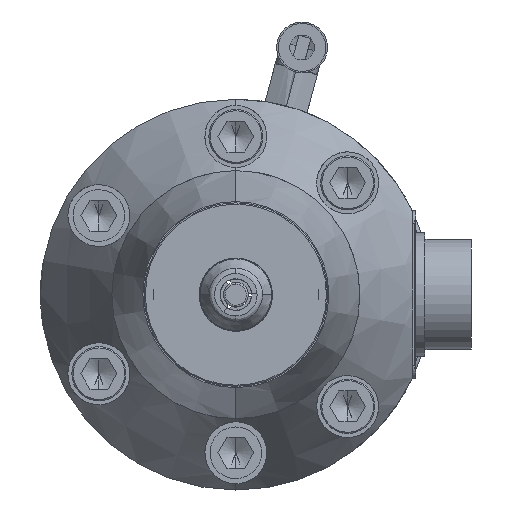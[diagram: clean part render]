
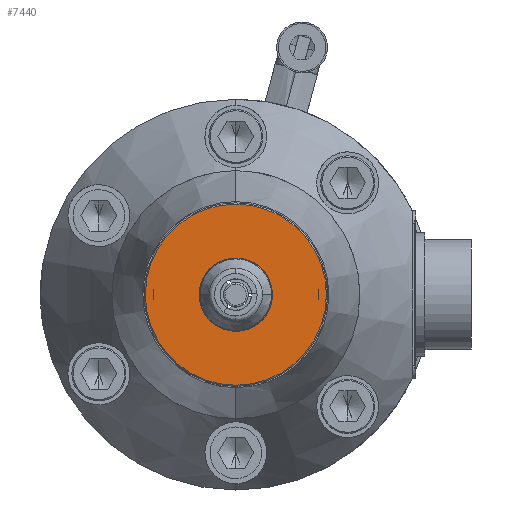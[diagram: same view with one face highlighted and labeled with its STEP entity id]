
A CAD part, left-side view. The second image highlights one B-rep face of the part: STEP entity #7440.
In plain terms, the highlighted planar face has unit normal (1, 0, 0).
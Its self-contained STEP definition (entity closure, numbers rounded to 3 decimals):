
#379 = EDGE_LOOP ( 'NONE', ( #20125, #15387 ) ) ;
#577 = CIRCLE ( 'NONE', #17316, 5.1 ) ;
#583 = DIRECTION ( 'NONE',  ( 0., 0., 1. ) ) ;
#1771 = EDGE_CURVE ( 'NONE', #12485, #7324, #3929, .T. ) ;
#3443 = DIRECTION ( 'NONE',  ( 1., 0., 0. ) ) ;
#3929 = CIRCLE ( 'NONE', #9081, 14.6 ) ;
#4046 = EDGE_CURVE ( 'NONE', #16020, #4287, #577, .T. ) ;
#4287 = VERTEX_POINT ( 'NONE', #9790 ) ;
#4890 = CARTESIAN_POINT ( 'NONE',  ( -2.7, 14.6, 0. ) ) ;
#5109 = CARTESIAN_POINT ( 'NONE',  ( -2.7, 0., 0. ) ) ;
#5235 = CIRCLE ( 'NONE', #13584, 5.1 ) ;
#5305 = CARTESIAN_POINT ( 'NONE',  ( -2.7, -14.6, 0. ) ) ;
#7018 = DIRECTION ( 'NONE',  ( -1., 0., 0. ) ) ;
#7324 = VERTEX_POINT ( 'NONE', #4890 ) ;
#7440 = ADVANCED_FACE ( 'NONE', ( #16812, #18198 ), #10396, .T. ) ;
#8531 = DIRECTION ( 'NONE',  ( 1., 0., 0. ) ) ;
#9081 = AXIS2_PLACEMENT_3D ( 'NONE', #21607, #12880, #13040 ) ;
#9268 = ORIENTED_EDGE ( 'NONE', *, *, #19836, .T. ) ;
#9790 = CARTESIAN_POINT ( 'NONE',  ( -2.7, 0., 5.1 ) ) ;
#10124 = EDGE_LOOP ( 'NONE', ( #9268, #19106 ) ) ;
#10274 = AXIS2_PLACEMENT_3D ( 'NONE', #5109, #3443, #15782 ) ;
#10396 = PLANE ( 'NONE',  #10274 ) ;
#11192 = CARTESIAN_POINT ( 'NONE',  ( -2.7, 0., -5.1 ) ) ;
#11248 = DIRECTION ( 'NONE',  ( -1., 0., 0. ) ) ;
#11952 = CIRCLE ( 'NONE', #19258, 14.6 ) ;
#12485 = VERTEX_POINT ( 'NONE', #5305 ) ;
#12880 = DIRECTION ( 'NONE',  ( 1., 0., 0. ) ) ;
#13040 = DIRECTION ( 'NONE',  ( 0., 1., 0. ) ) ;
#13584 = AXIS2_PLACEMENT_3D ( 'NONE', #17498, #7018, #19286 ) ;
#15387 = ORIENTED_EDGE ( 'NONE', *, *, #1771, .T. ) ;
#15782 = DIRECTION ( 'NONE',  ( 0., 0., -1. ) ) ;
#16020 = VERTEX_POINT ( 'NONE', #11192 ) ;
#16812 = FACE_OUTER_BOUND ( 'NONE', #379, .T. ) ;
#17316 = AXIS2_PLACEMENT_3D ( 'NONE', #21697, #11248, #583 ) ;
#17382 = EDGE_CURVE ( 'NONE', #7324, #12485, #11952, .T. ) ;
#17498 = CARTESIAN_POINT ( 'NONE',  ( -2.7, 0., 0. ) ) ;
#18198 = FACE_BOUND ( 'NONE', #10124, .T. ) ;
#19044 = CARTESIAN_POINT ( 'NONE',  ( -2.7, 0., 0. ) ) ;
#19106 = ORIENTED_EDGE ( 'NONE', *, *, #4046, .T. ) ;
#19258 = AXIS2_PLACEMENT_3D ( 'NONE', #19044, #8531, #20799 ) ;
#19286 = DIRECTION ( 'NONE',  ( 0., 0., 1. ) ) ;
#19836 = EDGE_CURVE ( 'NONE', #4287, #16020, #5235, .T. ) ;
#20125 = ORIENTED_EDGE ( 'NONE', *, *, #17382, .T. ) ;
#20799 = DIRECTION ( 'NONE',  ( 0., 1., 0. ) ) ;
#21607 = CARTESIAN_POINT ( 'NONE',  ( -2.7, 0., 0. ) ) ;
#21697 = CARTESIAN_POINT ( 'NONE',  ( -2.7, 0., 0. ) ) ;
